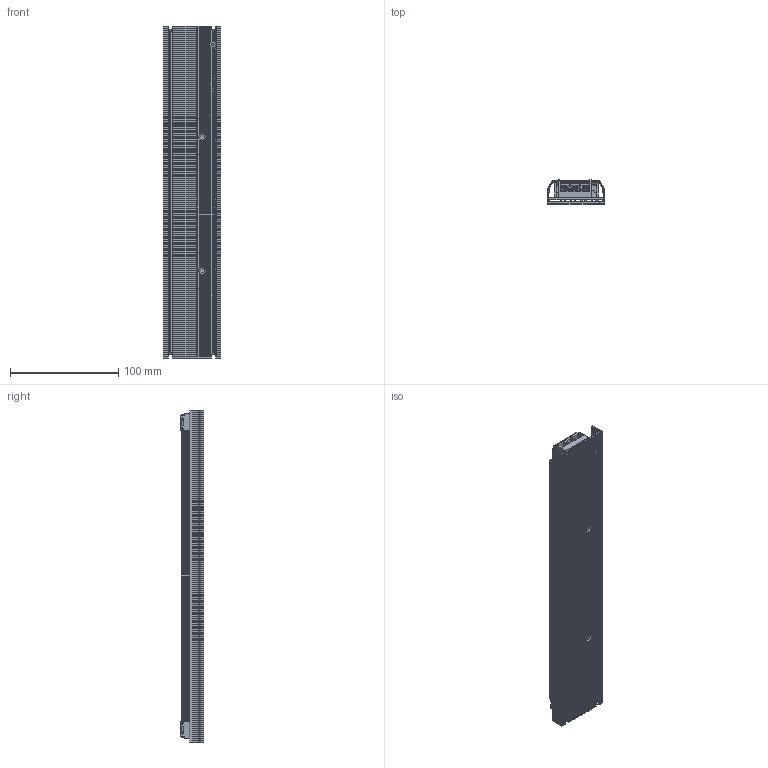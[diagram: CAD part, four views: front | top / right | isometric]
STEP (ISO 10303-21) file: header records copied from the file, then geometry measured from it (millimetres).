
FILE_DESCRIPTION (( 'STEP AP214' ), '1' );
FILE_NAME ('CDKL-S200~300W三维图-202505.STEP', '2025-04-18T05:45:08', ( '万丰电脑' ), ( '电话：0577-62733550' ), 'SwSTEP 2.0', 'SolidWorks 2020', '' );
FILE_SCHEMA (( 'AUTOMOTIVE_DESIGN' ));
Length unit declared in the file: millimetre
Products named in the file (6): CDKL-S200~300W三维图-202505; 盄繚啣200W3; 3弇傷赽; CDKL-S200菁2; CDKL-S200裔2; 4弇傷赽
Assembly tree (5 placements, depth 2):
  CDKL-S200~300W三维图-202505
    CDKL-S200菁2
    CDKL-S200裔2
    盄繚啣200W3
    3弇傷赽
    4弇傷赽
Bounding box: 53.09 x 21.8 x 307 mm (x, y, z)
Volume: 75625.2 mm3; surface area: 135099.2 mm2
Topology: 20 solids, 20 shells, 2829 faces, 8150 edges, 5341 vertices
Faces by surface type: plane 2404, cylinder 348, torus 45, sphere 16, bspline 12, cone 4
Entity records: 107334 total; most frequent: CARTESIAN_POINT 17297, ORIENTED_EDGE 16252, DIRECTION 14500, EDGE_CURVE 8126, VECTOR 7148, LINE 7148, VERTEX_POINT 5333, AXIS2_PLACEMENT_3D 3676
